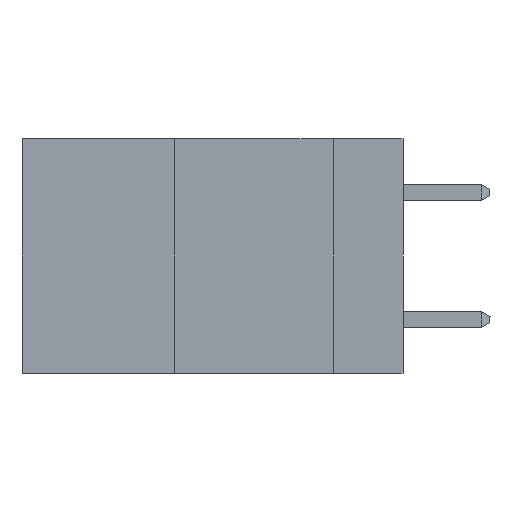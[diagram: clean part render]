
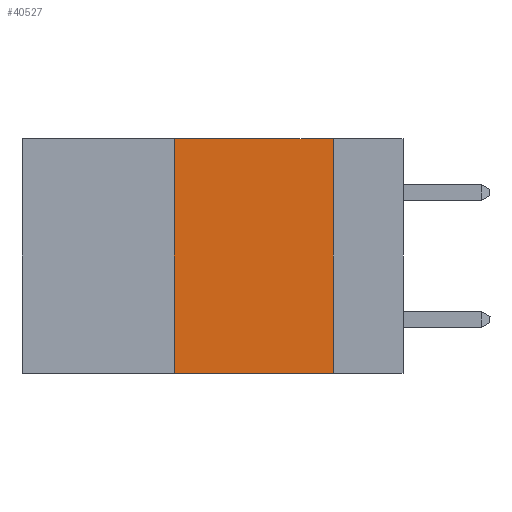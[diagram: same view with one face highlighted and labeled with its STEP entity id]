
A CAD part, left-side view. The second image highlights one B-rep face of the part: STEP entity #40527.
In plain terms, the highlighted planar face has unit normal (-1, 0, 0).
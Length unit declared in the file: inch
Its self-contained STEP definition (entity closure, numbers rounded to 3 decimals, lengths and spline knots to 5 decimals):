
#2102 = ORIENTED_EDGE ( 'NONE', *, *, #20264, .F. ) ;
#3594 = CARTESIAN_POINT ( 'NONE',  ( 0., 0.36, 0. ) ) ;
#7363 = CARTESIAN_POINT ( 'NONE',  ( 0., 0.6, -0.37 ) ) ;
#9182 = LINE ( 'NONE', #39443, #33898 ) ;
#10762 = VERTEX_POINT ( 'NONE', #34400 ) ;
#13083 = ORIENTED_EDGE ( 'NONE', *, *, #24620, .T. ) ;
#13145 = FACE_OUTER_BOUND ( 'NONE', #17031, .T. ) ;
#13566 = AXIS2_PLACEMENT_3D ( 'NONE', #39879, #25146, #41195 ) ;
#13848 = CARTESIAN_POINT ( 'NONE',  ( 0., 0.11, -0.37 ) ) ;
#14624 = VECTOR ( 'NONE', #34329, 39.37008 ) ;
#16069 = VERTEX_POINT ( 'NONE', #13848 ) ;
#16971 = DIRECTION ( 'NONE',  ( 0., 0., 1. ) ) ;
#17031 = EDGE_LOOP ( 'NONE', ( #2102, #42128, #37254, #13083 ) ) ;
#18683 = CARTESIAN_POINT ( 'NONE',  ( 0., 0.36, -0.37 ) ) ;
#19419 = EDGE_CURVE ( 'NONE', #23846, #10762, #33635, .T. ) ;
#19939 = DIRECTION ( 'NONE',  ( 0., -1., 0. ) ) ;
#20256 = EDGE_CURVE ( 'NONE', #10762, #35612, #9182, .T. ) ;
#20264 = EDGE_CURVE ( 'NONE', #35612, #16069, #22568, .T. ) ;
#21248 = VECTOR ( 'NONE', #16971, 39.37008 ) ;
#22568 = LINE ( 'NONE', #35944, #24768 ) ;
#23846 = VERTEX_POINT ( 'NONE', #18683 ) ;
#24620 = EDGE_CURVE ( 'NONE', #23846, #16069, #27760, .T. ) ;
#24768 = VECTOR ( 'NONE', #30019, 39.37008 ) ;
#25146 = DIRECTION ( 'NONE',  ( 1., 0., 0. ) ) ;
#26513 = PLANE ( 'NONE',  #13566 ) ;
#27760 = LINE ( 'NONE', #7363, #14624 ) ;
#30019 = DIRECTION ( 'NONE',  ( 0., 0., -1. ) ) ;
#33635 = LINE ( 'NONE', #3594, #21248 ) ;
#33898 = VECTOR ( 'NONE', #19939, 39.37008 ) ;
#34329 = DIRECTION ( 'NONE',  ( 0., -1., 0. ) ) ;
#34400 = CARTESIAN_POINT ( 'NONE',  ( 0., 0.36, 0. ) ) ;
#35612 = VERTEX_POINT ( 'NONE', #36857 ) ;
#35944 = CARTESIAN_POINT ( 'NONE',  ( 0., 0.11, 0. ) ) ;
#36857 = CARTESIAN_POINT ( 'NONE',  ( 0., 0.11, 0. ) ) ;
#37254 = ORIENTED_EDGE ( 'NONE', *, *, #19419, .F. ) ;
#39443 = CARTESIAN_POINT ( 'NONE',  ( 0., 0.6, 0. ) ) ;
#39879 = CARTESIAN_POINT ( 'NONE',  ( 0., 0.6, 0. ) ) ;
#40527 = ADVANCED_FACE ( 'NONE', ( #13145 ), #26513, .F. ) ;
#41195 = DIRECTION ( 'NONE',  ( 0., 0., -1. ) ) ;
#42128 = ORIENTED_EDGE ( 'NONE', *, *, #20256, .F. ) ;
